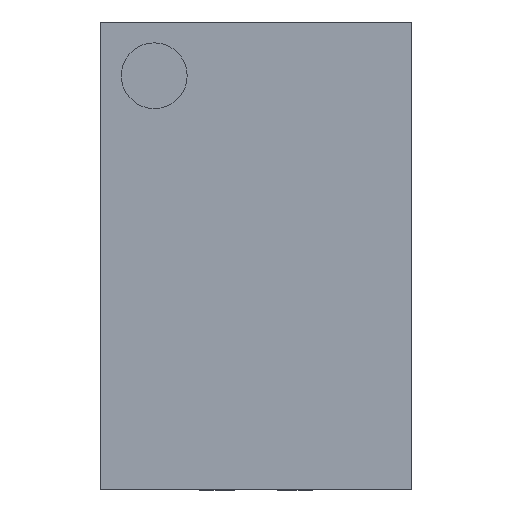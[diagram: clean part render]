
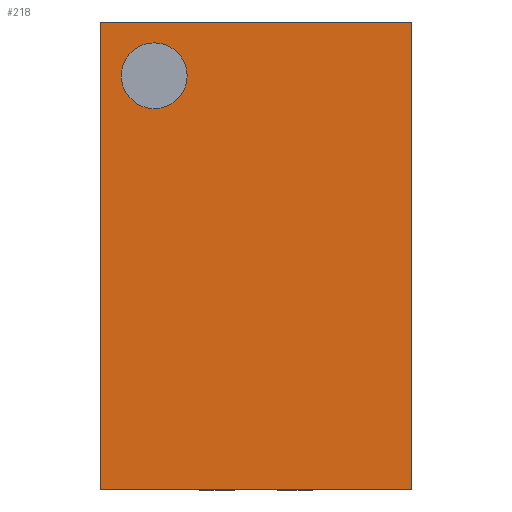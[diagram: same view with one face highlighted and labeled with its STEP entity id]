
A CAD part, top view. The second image highlights one B-rep face of the part: STEP entity #218.
In plain terms, the highlighted planar face has unit normal (0, 0, 1).
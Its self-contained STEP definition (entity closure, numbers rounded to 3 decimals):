
#9 = EDGE_LOOP ( 'NONE', ( #2298, #1314, #2278, #1160 ) ) ;
#13 = EDGE_CURVE ( 'NONE', #1417, #207, #41, .T. ) ;
#16 = DIRECTION ( 'NONE',  ( 0., 0., 1. ) ) ;
#19 = CARTESIAN_POINT ( 'NONE',  ( -1., -1.5, 1.06 ) ) ;
#41 = LINE ( 'NONE', #1133, #386 ) ;
#69 = EDGE_CURVE ( 'NONE', #939, #1235, #642, .T. ) ;
#136 = CARTESIAN_POINT ( 'NONE',  ( -0.864, 1.155, 1.06 ) ) ;
#143 = FACE_OUTER_BOUND ( 'NONE', #9, .T. ) ;
#207 = VERTEX_POINT ( 'NONE', #2115 ) ;
#218 = ADVANCED_FACE ( 'NONE', ( #1930, #143 ), #1197, .F. ) ;
#223 = DIRECTION ( 'NONE',  ( 1., 0., 0. ) ) ;
#230 = DIRECTION ( 'NONE',  ( -1., 0., 0. ) ) ;
#273 = DIRECTION ( 'NONE',  ( 0., 0., -1. ) ) ;
#386 = VECTOR ( 'NONE', #230, 1000. ) ;
#535 = LINE ( 'NONE', #1263, #1449 ) ;
#595 = CARTESIAN_POINT ( 'NONE',  ( -0.653, 1.155, 1.06 ) ) ;
#642 = CIRCLE ( 'NONE', #2308, 0.211 ) ;
#664 = DIRECTION ( 'NONE',  ( -1., 0., 0. ) ) ;
#710 = EDGE_CURVE ( 'NONE', #207, #775, #535, .T. ) ;
#775 = VERTEX_POINT ( 'NONE', #1796 ) ;
#892 = CARTESIAN_POINT ( 'NONE',  ( 1., -1.5, 1.06 ) ) ;
#905 = DIRECTION ( 'NONE',  ( 0., -1., 0. ) ) ;
#939 = VERTEX_POINT ( 'NONE', #136 ) ;
#952 = DIRECTION ( 'NONE',  ( 0., 0., 1. ) ) ;
#1089 = ORIENTED_EDGE ( 'NONE', *, *, #2092, .F. ) ;
#1115 = CARTESIAN_POINT ( 'NONE',  ( -0.442, 1.155, 1.06 ) ) ;
#1126 = EDGE_LOOP ( 'NONE', ( #1089, #1710 ) ) ;
#1133 = CARTESIAN_POINT ( 'NONE',  ( -1., 1.5, 1.06 ) ) ;
#1160 = ORIENTED_EDGE ( 'NONE', *, *, #1854, .T. ) ;
#1197 = PLANE ( 'NONE',  #1856 ) ;
#1235 = VERTEX_POINT ( 'NONE', #1115 ) ;
#1263 = CARTESIAN_POINT ( 'NONE',  ( -1., -1.5, 1.06 ) ) ;
#1276 = LINE ( 'NONE', #19, #2190 ) ;
#1314 = ORIENTED_EDGE ( 'NONE', *, *, #13, .T. ) ;
#1396 = CIRCLE ( 'NONE', #1972, 0.211 ) ;
#1417 = VERTEX_POINT ( 'NONE', #1534 ) ;
#1449 = VECTOR ( 'NONE', #905, 1000. ) ;
#1534 = CARTESIAN_POINT ( 'NONE',  ( 1., 1.5, 1.06 ) ) ;
#1602 = DIRECTION ( 'NONE',  ( 1., 0., 0. ) ) ;
#1710 = ORIENTED_EDGE ( 'NONE', *, *, #69, .F. ) ;
#1713 = CARTESIAN_POINT ( 'NONE',  ( 1., -1.5, 1.06 ) ) ;
#1758 = CARTESIAN_POINT ( 'NONE',  ( -0.653, 1.155, 1.06 ) ) ;
#1788 = EDGE_CURVE ( 'NONE', #1890, #1417, #2094, .T. ) ;
#1796 = CARTESIAN_POINT ( 'NONE',  ( -1., -1.5, 1.06 ) ) ;
#1820 = DIRECTION ( 'NONE',  ( 1., 0., 0. ) ) ;
#1854 = EDGE_CURVE ( 'NONE', #775, #1890, #1276, .T. ) ;
#1856 = AXIS2_PLACEMENT_3D ( 'NONE', #1917, #273, #664 ) ;
#1890 = VERTEX_POINT ( 'NONE', #892 ) ;
#1917 = CARTESIAN_POINT ( 'NONE',  ( 0., 0., 1.06 ) ) ;
#1930 = FACE_BOUND ( 'NONE', #1126, .T. ) ;
#1939 = DIRECTION ( 'NONE',  ( 0., 1., 0. ) ) ;
#1972 = AXIS2_PLACEMENT_3D ( 'NONE', #595, #952, #223 ) ;
#2092 = EDGE_CURVE ( 'NONE', #1235, #939, #1396, .T. ) ;
#2094 = LINE ( 'NONE', #1713, #2110 ) ;
#2110 = VECTOR ( 'NONE', #1939, 1000. ) ;
#2115 = CARTESIAN_POINT ( 'NONE',  ( -1., 1.5, 1.06 ) ) ;
#2190 = VECTOR ( 'NONE', #1820, 1000. ) ;
#2278 = ORIENTED_EDGE ( 'NONE', *, *, #710, .T. ) ;
#2298 = ORIENTED_EDGE ( 'NONE', *, *, #1788, .T. ) ;
#2308 = AXIS2_PLACEMENT_3D ( 'NONE', #1758, #16, #1602 ) ;
